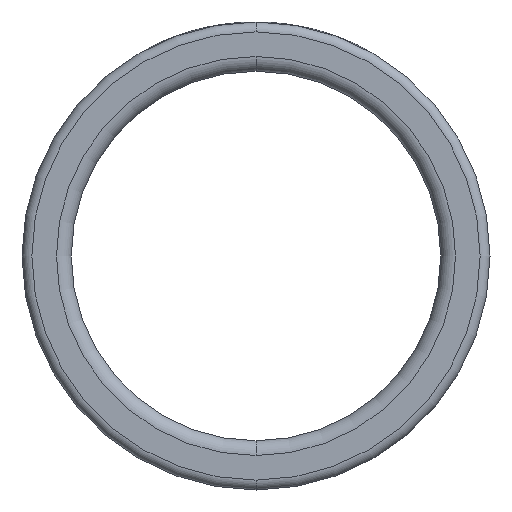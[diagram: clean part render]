
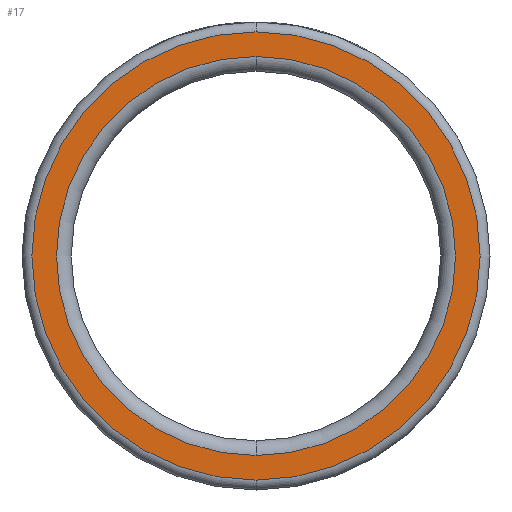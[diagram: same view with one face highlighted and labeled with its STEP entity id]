
A CAD part, front view. The second image highlights one B-rep face of the part: STEP entity #17.
In plain terms, the highlighted planar face has unit normal (0, -1, 0).
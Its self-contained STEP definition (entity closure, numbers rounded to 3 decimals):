
#17 = ADVANCED_FACE ( 'NONE', ( #383, #1482 ), #1983, .T. ) ;
#157 = CARTESIAN_POINT ( 'NONE',  ( 0., -132.5, 0. ) ) ;
#325 = CARTESIAN_POINT ( 'NONE',  ( 0., -132.5, 45.5 ) ) ;
#355 = DIRECTION ( 'NONE',  ( 0., -1., 0. ) ) ;
#383 = FACE_OUTER_BOUND ( 'NONE', #2043, .T. ) ;
#500 = CARTESIAN_POINT ( 'NONE',  ( 40.5, -132.5, 0. ) ) ;
#503 = DIRECTION ( 'NONE',  ( 0., 0., -1. ) ) ;
#592 = CARTESIAN_POINT ( 'NONE',  ( 0., -132.5, 0. ) ) ;
#671 = CIRCLE ( 'NONE', #2582, 40.5 ) ;
#695 = CARTESIAN_POINT ( 'NONE',  ( 0., -132.5, -40.5 ) ) ;
#717 = EDGE_CURVE ( 'NONE', #2746, #1099, #2425, .T. ) ;
#728 = EDGE_CURVE ( 'NONE', #2010, #1886, #1991, .T. ) ;
#884 = EDGE_CURVE ( 'NONE', #1886, #2010, #671, .T. ) ;
#907 = CARTESIAN_POINT ( 'NONE',  ( 0., -132.5, -45.5 ) ) ;
#947 = CIRCLE ( 'NONE', #2032, 45.5 ) ;
#977 = DIRECTION ( 'NONE',  ( 0., 0., -1. ) ) ;
#1030 = DIRECTION ( 'NONE',  ( 0., 0., -1. ) ) ;
#1099 = VERTEX_POINT ( 'NONE', #907 ) ;
#1145 = CARTESIAN_POINT ( 'NONE',  ( 0., -132.5, 0. ) ) ;
#1217 = DIRECTION ( 'NONE',  ( 0., -1., 0. ) ) ;
#1286 = ORIENTED_EDGE ( 'NONE', *, *, #884, .F. ) ;
#1482 = FACE_BOUND ( 'NONE', #2004, .T. ) ;
#1603 = AXIS2_PLACEMENT_3D ( 'NONE', #500, #2419, #977 ) ;
#1683 = ORIENTED_EDGE ( 'NONE', *, *, #2477, .T. ) ;
#1771 = DIRECTION ( 'NONE',  ( 0., -1., 0. ) ) ;
#1824 = CARTESIAN_POINT ( 'NONE',  ( 0., -132.5, 40.5 ) ) ;
#1886 = VERTEX_POINT ( 'NONE', #695 ) ;
#1983 = PLANE ( 'NONE',  #1603 ) ;
#1991 = CIRCLE ( 'NONE', #2289, 40.5 ) ;
#2004 = EDGE_LOOP ( 'NONE', ( #1286, #2172 ) ) ;
#2010 = VERTEX_POINT ( 'NONE', #1824 ) ;
#2032 = AXIS2_PLACEMENT_3D ( 'NONE', #592, #355, #1030 ) ;
#2043 = EDGE_LOOP ( 'NONE', ( #1683, #2375 ) ) ;
#2081 = DIRECTION ( 'NONE',  ( 0., -1., 0. ) ) ;
#2099 = AXIS2_PLACEMENT_3D ( 'NONE', #157, #2081, #2505 ) ;
#2172 = ORIENTED_EDGE ( 'NONE', *, *, #728, .F. ) ;
#2289 = AXIS2_PLACEMENT_3D ( 'NONE', #2702, #1217, #2291 ) ;
#2291 = DIRECTION ( 'NONE',  ( 0., 0., -1. ) ) ;
#2375 = ORIENTED_EDGE ( 'NONE', *, *, #717, .T. ) ;
#2419 = DIRECTION ( 'NONE',  ( 0., -1., 0. ) ) ;
#2425 = CIRCLE ( 'NONE', #2099, 45.5 ) ;
#2477 = EDGE_CURVE ( 'NONE', #1099, #2746, #947, .T. ) ;
#2505 = DIRECTION ( 'NONE',  ( 0., 0., -1. ) ) ;
#2582 = AXIS2_PLACEMENT_3D ( 'NONE', #1145, #1771, #503 ) ;
#2702 = CARTESIAN_POINT ( 'NONE',  ( 0., -132.5, 0. ) ) ;
#2746 = VERTEX_POINT ( 'NONE', #325 ) ;
